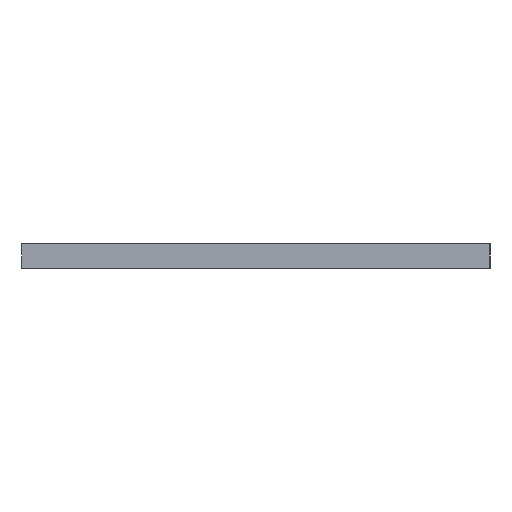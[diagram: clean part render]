
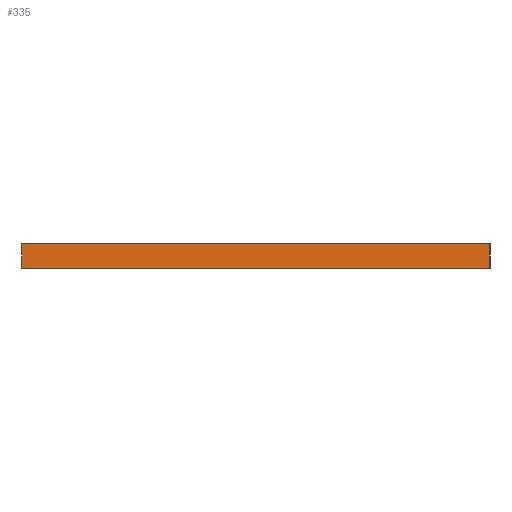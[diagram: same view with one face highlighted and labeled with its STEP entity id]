
A CAD part, left-side view. The second image highlights one B-rep face of the part: STEP entity #335.
In plain terms, the highlighted planar face has unit normal (-1, 0, 0).
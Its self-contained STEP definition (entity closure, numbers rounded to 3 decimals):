
#9 = DIRECTION ( 'NONE',  ( 0., -1., 0. ) ) ;
#67 = CARTESIAN_POINT ( 'NONE',  ( 0., 0., 1. ) ) ;
#135 = CARTESIAN_POINT ( 'NONE',  ( 0., 0., 0. ) ) ;
#335 = ADVANCED_FACE ( 'NONE', ( #918 ), #629, .F. ) ;
#392 = CARTESIAN_POINT ( 'NONE',  ( 0., 18.75, 1. ) ) ;
#395 = CARTESIAN_POINT ( 'NONE',  ( 0., 0., 1. ) ) ;
#506 = DIRECTION ( 'NONE',  ( 0., 0., -1. ) ) ;
#525 = VECTOR ( 'NONE', #1205, 1000. ) ;
#558 = VECTOR ( 'NONE', #1953, 1000. ) ;
#629 = PLANE ( 'NONE',  #1873 ) ;
#630 = ORIENTED_EDGE ( 'NONE', *, *, #1744, .F. ) ;
#635 = LINE ( 'NONE', #1472, #1139 ) ;
#740 = ORIENTED_EDGE ( 'NONE', *, *, #1388, .T. ) ;
#808 = VERTEX_POINT ( 'NONE', #392 ) ;
#867 = ORIENTED_EDGE ( 'NONE', *, *, #1346, .T. ) ;
#918 = FACE_OUTER_BOUND ( 'NONE', #982, .T. ) ;
#982 = EDGE_LOOP ( 'NONE', ( #867, #630, #2034, #740 ) ) ;
#1066 = EDGE_CURVE ( 'NONE', #808, #1192, #635, .T. ) ;
#1139 = VECTOR ( 'NONE', #9, 1000. ) ;
#1142 = CARTESIAN_POINT ( 'NONE',  ( 0., 0., 0. ) ) ;
#1192 = VERTEX_POINT ( 'NONE', #395 ) ;
#1205 = DIRECTION ( 'NONE',  ( 0., 0., -1. ) ) ;
#1346 = EDGE_CURVE ( 'NONE', #1482, #1832, #1942, .T. ) ;
#1388 = EDGE_CURVE ( 'NONE', #808, #1482, #1740, .T. ) ;
#1405 = DIRECTION ( 'NONE',  ( 0., 0., -1. ) ) ;
#1472 = CARTESIAN_POINT ( 'NONE',  ( 0., 0., 1. ) ) ;
#1482 = VERTEX_POINT ( 'NONE', #1657 ) ;
#1587 = LINE ( 'NONE', #67, #525 ) ;
#1602 = CARTESIAN_POINT ( 'NONE',  ( 0., 0., 1. ) ) ;
#1657 = CARTESIAN_POINT ( 'NONE',  ( 0., 18.75, 0. ) ) ;
#1728 = VECTOR ( 'NONE', #506, 1000. ) ;
#1740 = LINE ( 'NONE', #2075, #1728 ) ;
#1744 = EDGE_CURVE ( 'NONE', #1192, #1832, #1587, .T. ) ;
#1832 = VERTEX_POINT ( 'NONE', #1142 ) ;
#1873 = AXIS2_PLACEMENT_3D ( 'NONE', #1602, #1925, #1405 ) ;
#1925 = DIRECTION ( 'NONE',  ( 1., 0., 0. ) ) ;
#1942 = LINE ( 'NONE', #135, #558 ) ;
#1953 = DIRECTION ( 'NONE',  ( 0., -1., 0. ) ) ;
#2034 = ORIENTED_EDGE ( 'NONE', *, *, #1066, .F. ) ;
#2075 = CARTESIAN_POINT ( 'NONE',  ( 0., 18.75, 1. ) ) ;
